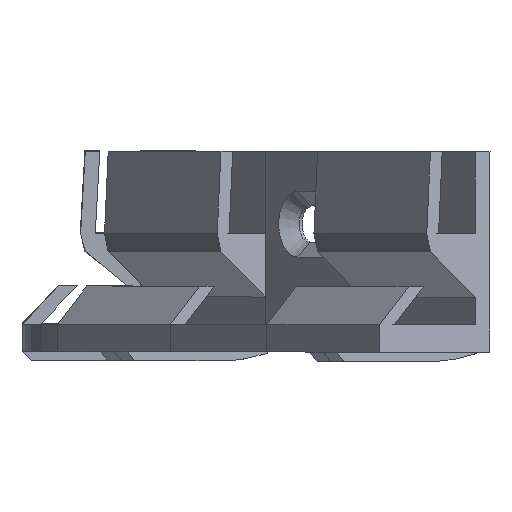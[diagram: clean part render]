
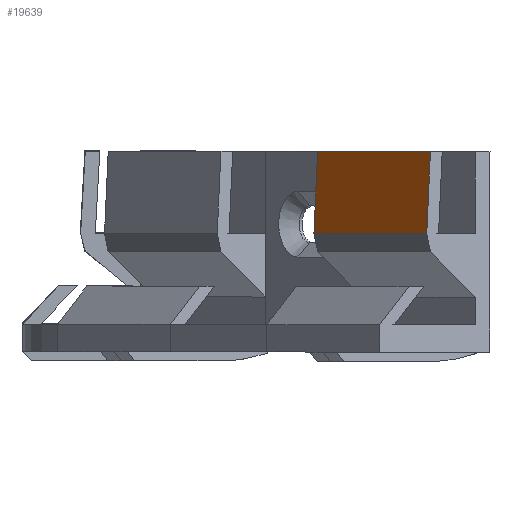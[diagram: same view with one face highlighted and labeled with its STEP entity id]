
A CAD part, left-side view. The second image highlights one B-rep face of the part: STEP entity #19639.
In plain terms, the highlighted face is planar.
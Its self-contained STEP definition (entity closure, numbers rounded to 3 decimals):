
#17744 = PLANE('',#17745);
#17745 = AXIS2_PLACEMENT_3D('',#17746,#17747,#17748);
#17746 = CARTESIAN_POINT('',(-10.5,5.766,9.503));
#17747 = DIRECTION('',(-1.,0.,0.));
#17748 = DIRECTION('',(0.,0.,1.));
#18178 = PLANE('',#18179);
#18179 = AXIS2_PLACEMENT_3D('',#18180,#18181,#18182);
#18180 = CARTESIAN_POINT('',(10.5,5.766,9.503));
#18181 = DIRECTION('',(-1.,0.,0.));
#18182 = DIRECTION('',(0.,0.,1.));
#18438 = VERTEX_POINT('',#18439);
#18439 = CARTESIAN_POINT('',(-10.5,8.1,22.));
#18453 = PLANE('',#18454);
#18454 = AXIS2_PLACEMENT_3D('',#18455,#18456,#18457);
#18455 = CARTESIAN_POINT('',(0.,6.5,22.));
#18456 = DIRECTION('',(0.,0.,-1.));
#18457 = DIRECTION('',(0.,1.,0.));
#18465 = EDGE_CURVE('',#18438,#18466,#18468,.T.);
#18466 = VERTEX_POINT('',#18467);
#18467 = CARTESIAN_POINT('',(-10.5,8.6,13.));
#18468 = SURFACE_CURVE('',#18469,(#18473,#18480),.PCURVE_S1.);
#18469 = LINE('',#18470,#18471);
#18470 = CARTESIAN_POINT('',(-10.5,8.1,22.));
#18471 = VECTOR('',#18472,1.);
#18472 = DIRECTION('',(0.,0.055,-0.998));
#18473 = PCURVE('',#17744,#18474);
#18474 = DEFINITIONAL_REPRESENTATION('',(#18475),#18479);
#18475 = LINE('',#18476,#18477);
#18476 = CARTESIAN_POINT('',(12.497,2.334));
#18477 = VECTOR('',#18478,1.);
#18478 = DIRECTION('',(-0.998,0.055));
#18479 = ( GEOMETRIC_REPRESENTATION_CONTEXT(2) 
PARAMETRIC_REPRESENTATION_CONTEXT() REPRESENTATION_CONTEXT('2D SPACE',''
  ) );
#18480 = PCURVE('',#18481,#18486);
#18481 = PLANE('',#18482);
#18482 = AXIS2_PLACEMENT_3D('',#18483,#18484,#18485);
#18483 = CARTESIAN_POINT('',(0.,8.1,22.));
#18484 = DIRECTION('',(-0.,-0.998,-0.055));
#18485 = DIRECTION('',(0.,0.055,-0.998));
#18486 = DEFINITIONAL_REPRESENTATION('',(#18487),#18491);
#18487 = LINE('',#18488,#18489);
#18488 = CARTESIAN_POINT('',(0.,-10.5));
#18489 = VECTOR('',#18490,1.);
#18490 = DIRECTION('',(1.,0.));
#18491 = ( GEOMETRIC_REPRESENTATION_CONTEXT(2) 
PARAMETRIC_REPRESENTATION_CONTEXT() REPRESENTATION_CONTEXT('2D SPACE',''
  ) );
#18509 = PLANE('',#18510);
#18510 = AXIS2_PLACEMENT_3D('',#18511,#18512,#18513);
#18511 = CARTESIAN_POINT('',(0.,8.6,13.));
#18512 = DIRECTION('',(0.,-0.97,0.243));
#18513 = DIRECTION('',(-0.,-0.243,-0.97));
#19284 = VERTEX_POINT('',#19285);
#19285 = CARTESIAN_POINT('',(10.5,8.1,22.));
#19306 = EDGE_CURVE('',#19284,#19307,#19309,.T.);
#19307 = VERTEX_POINT('',#19308);
#19308 = CARTESIAN_POINT('',(10.5,8.6,13.));
#19309 = SURFACE_CURVE('',#19310,(#19314,#19321),.PCURVE_S1.);
#19310 = LINE('',#19311,#19312);
#19311 = CARTESIAN_POINT('',(10.5,8.1,22.));
#19312 = VECTOR('',#19313,1.);
#19313 = DIRECTION('',(0.,0.055,-0.998));
#19314 = PCURVE('',#18178,#19315);
#19315 = DEFINITIONAL_REPRESENTATION('',(#19316),#19320);
#19316 = LINE('',#19317,#19318);
#19317 = CARTESIAN_POINT('',(12.497,2.334));
#19318 = VECTOR('',#19319,1.);
#19319 = DIRECTION('',(-0.998,0.055));
#19320 = ( GEOMETRIC_REPRESENTATION_CONTEXT(2) 
PARAMETRIC_REPRESENTATION_CONTEXT() REPRESENTATION_CONTEXT('2D SPACE',''
  ) );
#19321 = PCURVE('',#18481,#19322);
#19322 = DEFINITIONAL_REPRESENTATION('',(#19323),#19327);
#19323 = LINE('',#19324,#19325);
#19324 = CARTESIAN_POINT('',(0.,10.5));
#19325 = VECTOR('',#19326,1.);
#19326 = DIRECTION('',(1.,0.));
#19327 = ( GEOMETRIC_REPRESENTATION_CONTEXT(2) 
PARAMETRIC_REPRESENTATION_CONTEXT() REPRESENTATION_CONTEXT('2D SPACE',''
  ) );
#19617 = EDGE_CURVE('',#19284,#18438,#19618,.T.);
#19618 = SURFACE_CURVE('',#19619,(#19623,#19630),.PCURVE_S1.);
#19619 = LINE('',#19620,#19621);
#19620 = CARTESIAN_POINT('',(10.5,8.1,22.));
#19621 = VECTOR('',#19622,1.);
#19622 = DIRECTION('',(-1.,0.,0.));
#19623 = PCURVE('',#18453,#19624);
#19624 = DEFINITIONAL_REPRESENTATION('',(#19625),#19629);
#19625 = LINE('',#19626,#19627);
#19626 = CARTESIAN_POINT('',(1.6,10.5));
#19627 = VECTOR('',#19628,1.);
#19628 = DIRECTION('',(0.,-1.));
#19629 = ( GEOMETRIC_REPRESENTATION_CONTEXT(2) 
PARAMETRIC_REPRESENTATION_CONTEXT() REPRESENTATION_CONTEXT('2D SPACE',''
  ) );
#19630 = PCURVE('',#18481,#19631);
#19631 = DEFINITIONAL_REPRESENTATION('',(#19632),#19636);
#19632 = LINE('',#19633,#19634);
#19633 = CARTESIAN_POINT('',(0.,10.5));
#19634 = VECTOR('',#19635,1.);
#19635 = DIRECTION('',(0.,-1.));
#19636 = ( GEOMETRIC_REPRESENTATION_CONTEXT(2) 
PARAMETRIC_REPRESENTATION_CONTEXT() REPRESENTATION_CONTEXT('2D SPACE',''
  ) );
#19639 = ADVANCED_FACE('',(#19640),#18481,.F.);
#19640 = FACE_BOUND('',#19641,.F.);
#19641 = EDGE_LOOP('',(#19642,#19643,#19664,#19665));
#19642 = ORIENTED_EDGE('',*,*,#18465,.T.);
#19643 = ORIENTED_EDGE('',*,*,#19644,.F.);
#19644 = EDGE_CURVE('',#19307,#18466,#19645,.T.);
#19645 = SURFACE_CURVE('',#19646,(#19650,#19657),.PCURVE_S1.);
#19646 = LINE('',#19647,#19648);
#19647 = CARTESIAN_POINT('',(10.5,8.6,13.));
#19648 = VECTOR('',#19649,1.);
#19649 = DIRECTION('',(-1.,0.,0.));
#19650 = PCURVE('',#18481,#19651);
#19651 = DEFINITIONAL_REPRESENTATION('',(#19652),#19656);
#19652 = LINE('',#19653,#19654);
#19653 = CARTESIAN_POINT('',(9.014,10.5));
#19654 = VECTOR('',#19655,1.);
#19655 = DIRECTION('',(0.,-1.));
#19656 = ( GEOMETRIC_REPRESENTATION_CONTEXT(2) 
PARAMETRIC_REPRESENTATION_CONTEXT() REPRESENTATION_CONTEXT('2D SPACE',''
  ) );
#19657 = PCURVE('',#18509,#19658);
#19658 = DEFINITIONAL_REPRESENTATION('',(#19659),#19663);
#19659 = LINE('',#19660,#19661);
#19660 = CARTESIAN_POINT('',(-0.,10.5));
#19661 = VECTOR('',#19662,1.);
#19662 = DIRECTION('',(0.,-1.));
#19663 = ( GEOMETRIC_REPRESENTATION_CONTEXT(2) 
PARAMETRIC_REPRESENTATION_CONTEXT() REPRESENTATION_CONTEXT('2D SPACE',''
  ) );
#19664 = ORIENTED_EDGE('',*,*,#19306,.F.);
#19665 = ORIENTED_EDGE('',*,*,#19617,.T.);
